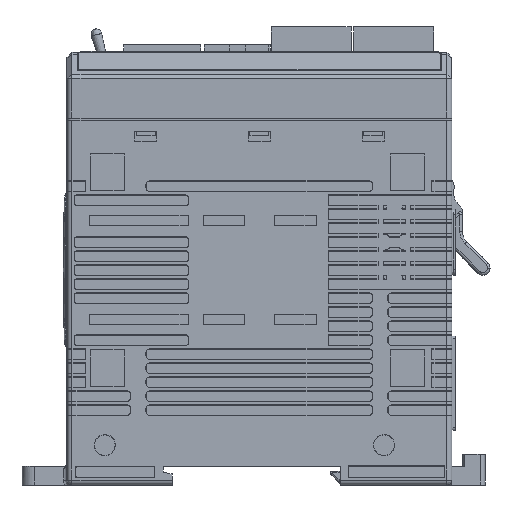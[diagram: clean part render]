
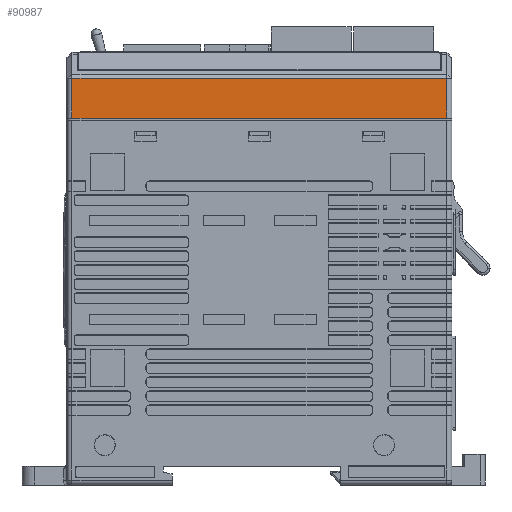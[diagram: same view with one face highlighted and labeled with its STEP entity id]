
A CAD part, left-side view. The second image highlights one B-rep face of the part: STEP entity #90987.
In plain terms, the highlighted planar face has unit normal (-1, 0, 0).
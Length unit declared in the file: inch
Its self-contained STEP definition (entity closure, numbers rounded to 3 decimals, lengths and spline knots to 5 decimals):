
#447 = VERTEX_POINT ( 'NONE', #10774 ) ;
#1646 = VERTEX_POINT ( 'NONE', #93532 ) ;
#1987 = VECTOR ( 'NONE', #111845, 39.37008 ) ;
#3178 = CARTESIAN_POINT ( 'NONE',  ( -1.14711, -0.14784, 3.05734 ) ) ;
#5084 = ORIENTED_EDGE ( 'NONE', *, *, #42303, .T. ) ;
#10774 = CARTESIAN_POINT ( 'NONE',  ( -1.14711, -1.39786, 3.05734 ) ) ;
#13240 = VERTEX_POINT ( 'NONE', #18658 ) ;
#18658 = CARTESIAN_POINT ( 'NONE',  ( -1.14711, 1.5549, 3.05734 ) ) ;
#21959 = LINE ( 'NONE', #41650, #37707 ) ;
#30921 = VECTOR ( 'NONE', #93832, 39.37008 ) ;
#32589 = EDGE_CURVE ( 'NONE', #1646, #95597, #71754, .T. ) ;
#37707 = VECTOR ( 'NONE', #63315, 39.37008 ) ;
#38344 = DIRECTION ( 'NONE',  ( 0., 0., 1. ) ) ;
#40285 = FACE_OUTER_BOUND ( 'NONE', #105104, .T. ) ;
#41650 = CARTESIAN_POINT ( 'NONE',  ( -1.14711, -1.39786, -1.04757 ) ) ;
#42303 = EDGE_CURVE ( 'NONE', #95597, #447, #21959, .T. ) ;
#44931 = LINE ( 'NONE', #85002, #90263 ) ;
#47976 = ORIENTED_EDGE ( 'NONE', *, *, #32589, .T. ) ;
#50803 = PLANE ( 'NONE',  #73855 ) ;
#53956 = CARTESIAN_POINT ( 'NONE',  ( -1.14711, -1.39786, 2.74295 ) ) ;
#58059 = CARTESIAN_POINT ( 'NONE',  ( -1.14711, -0.14784, -1.04757 ) ) ;
#59522 = ORIENTED_EDGE ( 'NONE', *, *, #121191, .T. ) ;
#63315 = DIRECTION ( 'NONE',  ( 0., 0., 1. ) ) ;
#71754 = LINE ( 'NONE', #103286, #1987 ) ;
#73855 = AXIS2_PLACEMENT_3D ( 'NONE', #58059, #108628, #38344 ) ;
#74119 = LINE ( 'NONE', #3178, #30921 ) ;
#81387 = EDGE_CURVE ( 'NONE', #447, #13240, #74119, .T. ) ;
#85002 = CARTESIAN_POINT ( 'NONE',  ( -1.14711, 1.5549, -1.04757 ) ) ;
#90263 = VECTOR ( 'NONE', #125726, 39.37008 ) ;
#90987 = ADVANCED_FACE ( 'NONE', ( #40285 ), #50803, .T. ) ;
#92017 = ORIENTED_EDGE ( 'NONE', *, *, #81387, .T. ) ;
#93532 = CARTESIAN_POINT ( 'NONE',  ( -1.14711, 1.5549, 2.74295 ) ) ;
#93832 = DIRECTION ( 'NONE',  ( 0., 1., 0. ) ) ;
#95597 = VERTEX_POINT ( 'NONE', #53956 ) ;
#103286 = CARTESIAN_POINT ( 'NONE',  ( -1.14711, -0.14784, 2.74295 ) ) ;
#105104 = EDGE_LOOP ( 'NONE', ( #5084, #92017, #59522, #47976 ) ) ;
#108628 = DIRECTION ( 'NONE',  ( -1., 0., 0. ) ) ;
#111845 = DIRECTION ( 'NONE',  ( 0., -1., 0. ) ) ;
#121191 = EDGE_CURVE ( 'NONE', #13240, #1646, #44931, .T. ) ;
#125726 = DIRECTION ( 'NONE',  ( 0., 0., -1. ) ) ;
